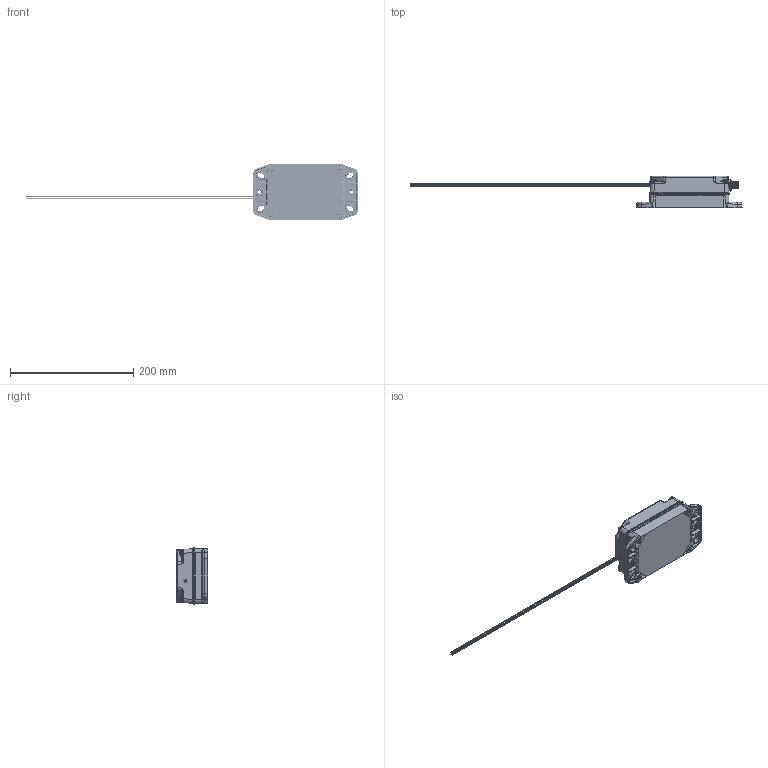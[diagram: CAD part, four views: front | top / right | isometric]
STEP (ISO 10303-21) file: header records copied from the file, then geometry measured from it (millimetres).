
FILE_DESCRIPTION((''),'2;1');
FILE_NAME('207447_ASM','2020-05-01T13:37:34',('PDMAdmin'),('BANNER ENGINEERING'),'CREO PARAMETRIC BY PTC INC, 2019292','CREO PARAMETRIC BY PTC INC, 2019292','');
FILE_SCHEMA(('CONFIG_CONTROL_DESIGN'));
Products named in the file (26): 198081_AF1; IUC_0420-1; 198081_AF0_ASM; 209829_AF1; 207114_AF0_ASM; 205703-DISPLAY; 152806_AF0; 46870_AF1; 46870_PIN_AF0; 46870_PIN_AF1; 46870_PIN_AF2; 46870_PIN_AF3; 46870_AF0_ASM; 153281; 152281_WIRE1; 126151; 149193; 191913_AF0_ASM; 150169_AF0; 41089_AF0; 137076_LEADS; 150171; 150172; 137076_AF0_ASM; 206469; 207447_ASM
Assembly tree (32 placements, depth 4):
  207447_ASM
    198081_AF0_ASM
      198081_AF1
      IUC_0420-1  x2
    207114_AF0_ASM
      209829_AF1
    205703-DISPLAY
    191913_AF0_ASM
      152806_AF0
      46870_AF0_ASM
        46870_AF1
        46870_PIN_AF0
        46870_PIN_AF1
        46870_PIN_AF2
        46870_PIN_AF3
      153281
      152281_WIRE1  x4
      126151
      149193
    137076_AF0_ASM
      150169_AF0
      41089_AF0
      137076_LEADS
      150171
      150172
    206469  x4
Bounding box: 537.71 x 50.9 x 90.8 mm (x, y, z)
Volume: 159843.9 mm3; surface area: 130694.2 mm2
Topology: 31 solids, 31 shells, 2610 faces, 6871 edges, 4409 vertices
Faces by surface type: cylinder 1328, plane 573, bspline 256, cone 219, sphere 118, torus 112, extrusion 4
Entity records: 107161 total; most frequent: CARTESIAN_POINT 61888, ORIENTED_EDGE 9822, DIRECTION 8602, EDGE_CURVE 4911, AXIS2_PLACEMENT_3D 3273, VERTEX_POINT 3065, EDGE_LOOP 2156, VECTOR 2056
